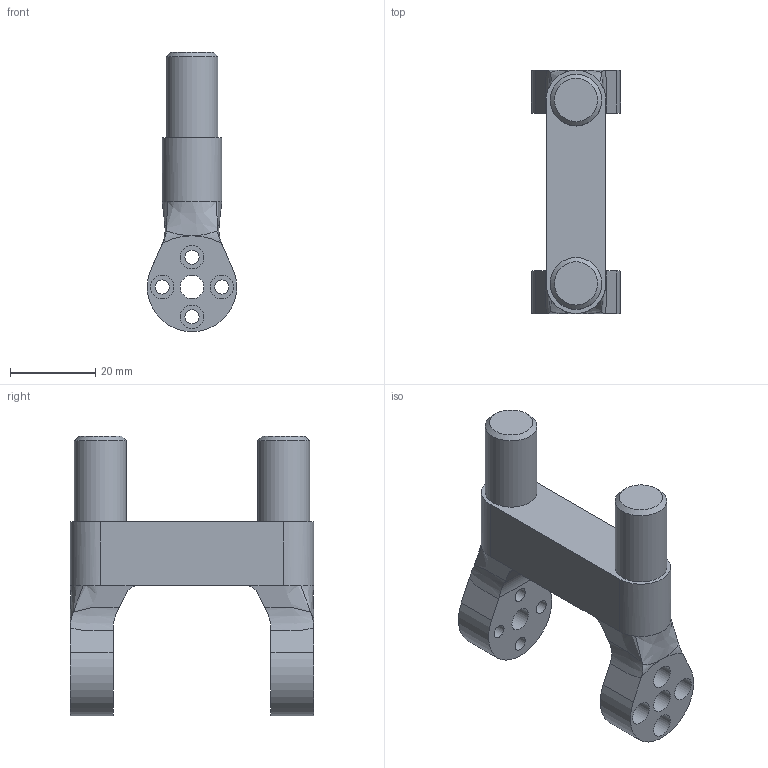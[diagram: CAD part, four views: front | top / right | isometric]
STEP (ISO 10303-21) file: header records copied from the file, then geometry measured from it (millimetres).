
FILE_DESCRIPTION(/* description */ (''),/* implementation_level */ '2;1');
FILE_NAME(/* name */ 'UA-10b_SchoulderConnectorDouble.step',/* time_stamp */ '2026-02-13T13:56:43+01:00',/* author */ (''),/* organization */ (''),/* preprocessor_version */ 'ST-DEVELOPER v20.1',/* originating_system */ 'Autodesk Translation Framework v14.24.0.0',/* authorisation */ '');
FILE_SCHEMA (('AUTOMOTIVE_DESIGN { 1 0 10303 214 3 1 1 }'));
Length unit declared in the file: millimetre
Products named in the file (1): UA-10b_SchoulderConnectorDouble
Bounding box: 20.92 x 57 x 65.46 mm (x, y, z)
Volume: 23954.9 mm3; surface area: 9385 mm2
Topology: 1 solids, 1 shells, 68 faces, 178 edges, 118 vertices
Faces by surface type: cylinder 28, plane 24, bspline 14, cone 2
Full cylindrical faces by diameter (mm): 3.3 x8, 5.5 x10, 12.15 x2
Entity records: 2946 total; most frequent: CARTESIAN_POINT 1311, ORIENTED_EDGE 348, DIRECTION 276, EDGE_CURVE 174, VERTEX_POINT 118, AXIS2_PLACEMENT_3D 107, EDGE_LOOP 98, FACE_OUTER_BOUND 68
